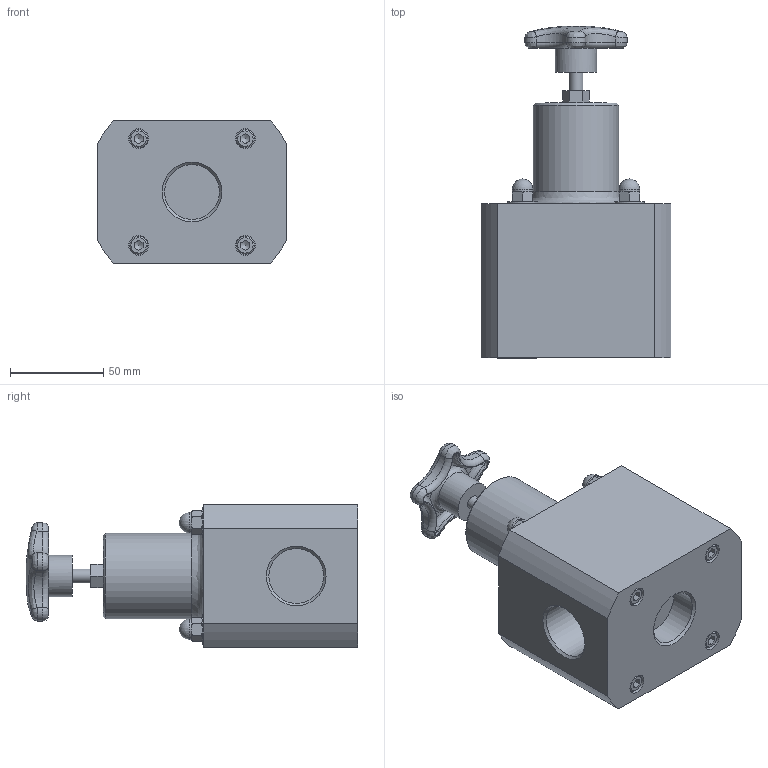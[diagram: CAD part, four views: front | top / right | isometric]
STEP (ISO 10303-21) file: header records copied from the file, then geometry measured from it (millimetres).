
FILE_DESCRIPTION((''),'2;1');
FILE_NAME('TVPR10-SS_R0.ipt.stp','2017-04-04T12:16:23',(''),(''),'Autodesk Inventor 2009','Autodesk Inventor 2009','');
FILE_SCHEMA(('AUTOMOTIVE_DESIGN { 1 0 10303 214 1 1 1 1 }'));
Length unit declared in the file: inch
Products named in the file (1): TVPR10-SS_R0
Bounding box: 101.6 x 177.79 x 76.2 mm (x, y, z)
Volume: 691444.3 mm3; surface area: 67270.3 mm2
Topology: 1 solids, 6 shells, 344 faces, 792 edges, 482 vertices
Faces by surface type: plane 147, bspline 105, cylinder 48, sphere 17, torus 15, cone 12
Full cylindrical faces by diameter (mm): 4.445 x4, 7.442 x1, 9.525 x4, 10.998 x4, 15.875 x4, 22.098 x1, 29.369 x3, 45.72 x1, 63.5 x1, 64.135 x1
Entity records: 13678 total; most frequent: CARTESIAN_POINT 6440, ORIENTED_EDGE 1464, DIRECTION 1340, EDGE_CURVE 732, AXIS2_PLACEMENT_3D 567, VERTEX_POINT 477, EDGE_LOOP 423, FACE_OUTER_BOUND 344
